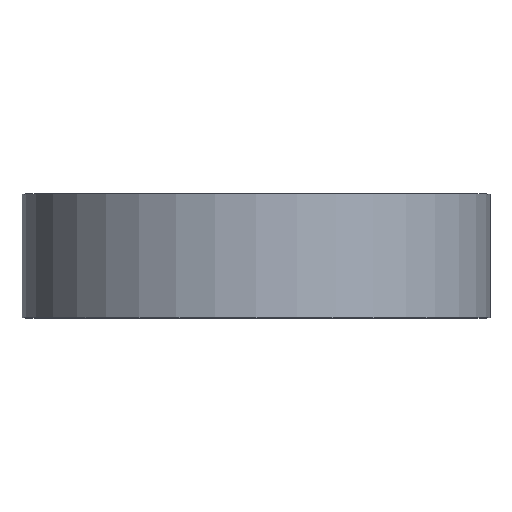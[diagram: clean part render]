
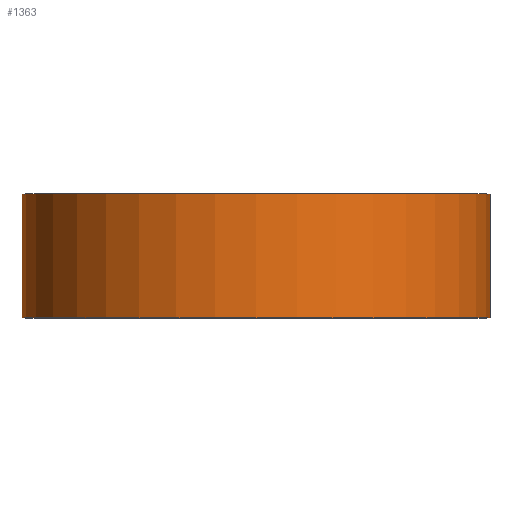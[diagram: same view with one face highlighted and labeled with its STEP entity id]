
A CAD part, top view. The second image highlights one B-rep face of the part: STEP entity #1363.
In plain terms, the highlighted cylindrical face has radius 34 mm (diameter 68 mm), a full revolution.
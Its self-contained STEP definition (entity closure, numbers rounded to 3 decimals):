
#281=FACE_OUTER_BOUND('',#375,.T.);
#375=EDGE_LOOP('',(#904,#905,#906,#907));
#471=LINE('',#1664,#480);
#480=VECTOR('',#1541,34.);
#490=CIRCLE('',#1475,34.);
#491=CIRCLE('',#1476,34.);
#536=VERTEX_POINT('',#1661);
#537=VERTEX_POINT('',#1663);
#675=EDGE_CURVE('',#536,#536,#490,.T.);
#676=EDGE_CURVE('',#536,#537,#471,.T.);
#677=EDGE_CURVE('',#537,#537,#491,.T.);
#904=ORIENTED_EDGE('',*,*,#675,.F.);
#905=ORIENTED_EDGE('',*,*,#676,.T.);
#906=ORIENTED_EDGE('',*,*,#677,.T.);
#907=ORIENTED_EDGE('',*,*,#676,.F.);
#1357=CYLINDRICAL_SURFACE('',#1474,34.);
#1363=ADVANCED_FACE('',(#281),#1357,.T.);
#1474=AXIS2_PLACEMENT_3D('',#1660,#1537,#1538);
#1475=AXIS2_PLACEMENT_3D('',#1662,#1539,#1540);
#1476=AXIS2_PLACEMENT_3D('',#1665,#1542,#1543);
#1537=DIRECTION('center_axis',(0.,1.,0.));
#1538=DIRECTION('ref_axis',(1.,0.,0.));
#1539=DIRECTION('center_axis',(0.,1.,0.));
#1540=DIRECTION('ref_axis',(1.,0.,0.));
#1541=DIRECTION('',(0.,-1.,0.));
#1542=DIRECTION('center_axis',(0.,1.,0.));
#1543=DIRECTION('ref_axis',(1.,0.,0.));
#1660=CARTESIAN_POINT('Origin',(0.,0.,0.));
#1661=CARTESIAN_POINT('',(-34.,18.,0.));
#1662=CARTESIAN_POINT('Origin',(0.,18.,0.));
#1663=CARTESIAN_POINT('',(-34.,0.,0.));
#1664=CARTESIAN_POINT('',(-34.,0.,0.));
#1665=CARTESIAN_POINT('Origin',(0.,0.,0.));
